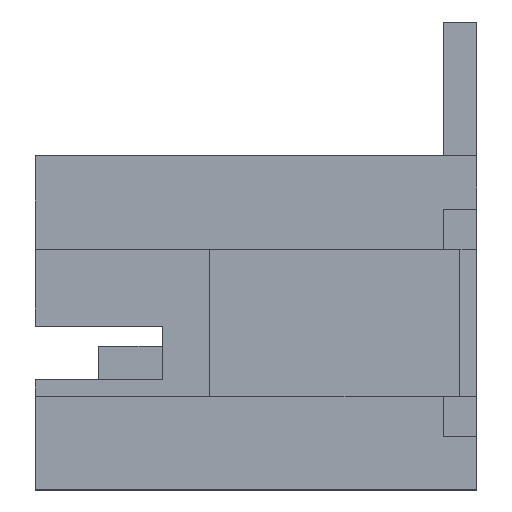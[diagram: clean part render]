
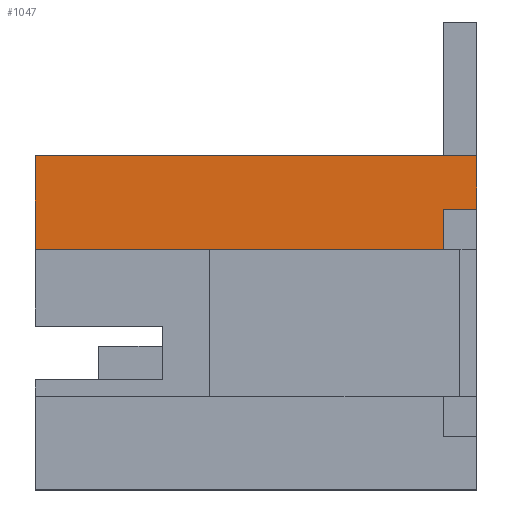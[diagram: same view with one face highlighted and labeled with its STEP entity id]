
A CAD part, left-side view. The second image highlights one B-rep face of the part: STEP entity #1047.
In plain terms, the highlighted planar face has unit normal (-1, 0, 0).
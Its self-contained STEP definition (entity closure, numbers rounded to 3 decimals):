
#295 = VERTEX_POINT ( 'NONE', #1886 ) ;
#297 = EDGE_CURVE ( 'NONE', #295, #298, #1885, .T. ) ;
#298 = VERTEX_POINT ( 'NONE', #1881 ) ;
#954 = EDGE_CURVE ( 'NONE', #1053, #295, #3848, .T. ) ;
#955 = ORIENTED_EDGE ( 'NONE', *, *, #297, .F. ) ;
#956 = ORIENTED_EDGE ( 'NONE', *, *, #954, .F. ) ;
#963 = EDGE_CURVE ( 'NONE', #976, #298, #3835, .T. ) ;
#969 = ORIENTED_EDGE ( 'NONE', *, *, #963, .T. ) ;
#976 = VERTEX_POINT ( 'NONE', #3856 ) ;
#1047 = ADVANCED_FACE ( 'NONE', ( #4013 ), #4058, .T. ) ;
#1048 = VERTEX_POINT ( 'NONE', #4053 ) ;
#1050 = VERTEX_POINT ( 'NONE', #4048 ) ;
#1051 = ORIENTED_EDGE ( 'NONE', *, *, #1052, .T. ) ;
#1052 = EDGE_CURVE ( 'NONE', #1053, #1048, #4047, .T. ) ;
#1053 = VERTEX_POINT ( 'NONE', #4043 ) ;
#1054 = ORIENTED_EDGE ( 'NONE', *, *, #1058, .T. ) ;
#1055 = ORIENTED_EDGE ( 'NONE', *, *, #1056, .T. ) ;
#1056 = EDGE_CURVE ( 'NONE', #1050, #976, #4042, .T. ) ;
#1057 = EDGE_LOOP ( 'NONE', ( #1051, #1054, #1055, #969, #955, #956 ) ) ;
#1058 = EDGE_CURVE ( 'NONE', #1048, #1050, #4038, .T. ) ;
#1881 = CARTESIAN_POINT ( 'NONE',  ( 0., 6.6, 5.575 ) ) ;
#1882 = DIRECTION ( 'NONE',  ( 0., 1., 0. ) ) ;
#1883 = VECTOR ( 'NONE', #1882, 1000. ) ;
#1884 = CARTESIAN_POINT ( 'NONE',  ( 0., 0., 5.575 ) ) ;
#1885 = LINE ( 'NONE', #1884, #1883 ) ;
#1886 = CARTESIAN_POINT ( 'NONE',  ( 0., 0.5, 5.575 ) ) ;
#3832 = DIRECTION ( 'NONE',  ( 0., 0., -1. ) ) ;
#3833 = VECTOR ( 'NONE', #3832, 1000. ) ;
#3834 = CARTESIAN_POINT ( 'NONE',  ( 0., 6.6, 4.425 ) ) ;
#3835 = LINE ( 'NONE', #3834, #3833 ) ;
#3845 = DIRECTION ( 'NONE',  ( 0., 0., -1. ) ) ;
#3846 = VECTOR ( 'NONE', #3845, 1000. ) ;
#3847 = CARTESIAN_POINT ( 'NONE',  ( 0., 0.5, 2.775 ) ) ;
#3848 = LINE ( 'NONE', #3847, #3846 ) ;
#3856 = CARTESIAN_POINT ( 'NONE',  ( 0., 6.6, 6.975 ) ) ;
#4013 = FACE_OUTER_BOUND ( 'NONE', #1057, .T. ) ;
#4035 = DIRECTION ( 'NONE',  ( 0., 0., 1. ) ) ;
#4036 = VECTOR ( 'NONE', #4035, 1000. ) ;
#4037 = CARTESIAN_POINT ( 'NONE',  ( 0., 0., 6.975 ) ) ;
#4038 = LINE ( 'NONE', #4037, #4036 ) ;
#4039 = DIRECTION ( 'NONE',  ( 0., 1., 0. ) ) ;
#4040 = VECTOR ( 'NONE', #4039, 1000. ) ;
#4041 = CARTESIAN_POINT ( 'NONE',  ( 0., 6.6, 6.975 ) ) ;
#4042 = LINE ( 'NONE', #4041, #4040 ) ;
#4043 = CARTESIAN_POINT ( 'NONE',  ( 0., 0.5, 6.175 ) ) ;
#4044 = DIRECTION ( 'NONE',  ( 0., -1., 0. ) ) ;
#4045 = VECTOR ( 'NONE', #4044, 1000. ) ;
#4046 = CARTESIAN_POINT ( 'NONE',  ( 0., 0.5, 6.175 ) ) ;
#4047 = LINE ( 'NONE', #4046, #4045 ) ;
#4048 = CARTESIAN_POINT ( 'NONE',  ( 0., 0., 6.975 ) ) ;
#4053 = CARTESIAN_POINT ( 'NONE',  ( 0., 0., 6.175 ) ) ;
#4054 = DIRECTION ( 'NONE',  ( 0., 0., 1. ) ) ;
#4055 = DIRECTION ( 'NONE',  ( -1., 0., 0. ) ) ;
#4056 = CARTESIAN_POINT ( 'NONE',  ( 0., 6.6, 1.975 ) ) ;
#4057 = AXIS2_PLACEMENT_3D ( 'NONE', #4056, #4055, #4054 ) ;
#4058 = PLANE ( 'NONE',  #4057 ) ;
